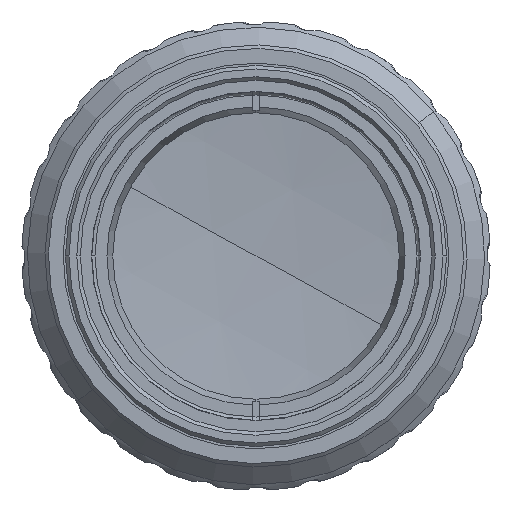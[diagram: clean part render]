
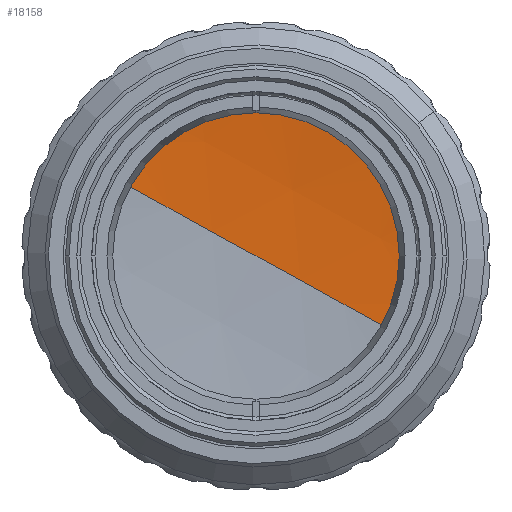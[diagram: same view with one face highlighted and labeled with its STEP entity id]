
A CAD part, left-side view. The second image highlights one B-rep face of the part: STEP entity #18158.
In plain terms, the highlighted spherical face has radius 98.954 mm.
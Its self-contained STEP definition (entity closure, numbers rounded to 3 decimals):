
#239 = AXIS2_PLACEMENT_3D ( 'NONE', #35589, #11704, #39578 ) ;
#484 = VERTEX_POINT ( 'NONE', #27339 ) ;
#2640 = EDGE_CURVE ( 'NONE', #47554, #47402, #20696, .T. ) ;
#4031 = CARTESIAN_POINT ( 'NONE',  ( -15.077, -3.914, 32.5 ) ) ;
#4723 = DIRECTION ( 'NONE',  ( 0., 0.482, -0.876 ) ) ;
#8021 = DIRECTION ( 'NONE',  ( 0., -0.482, 0.876 ) ) ;
#8985 = ORIENTED_EDGE ( 'NONE', *, *, #16139, .T. ) ;
#10469 = CIRCLE ( 'NONE', #239, 98.954 ) ;
#11280 = AXIS2_PLACEMENT_3D ( 'NONE', #4031, #31851, #8021 ) ;
#11704 = DIRECTION ( 'NONE',  ( 0., -0.482, 0.876 ) ) ;
#11967 = CIRCLE ( 'NONE', #11280, 12.823 ) ;
#12159 = CARTESIAN_POINT ( 'NONE',  ( -15.077, -15.153, 26.325 ) ) ;
#16139 = EDGE_CURVE ( 'NONE', #47402, #484, #11967, .T. ) ;
#16248 = SPHERICAL_SURFACE ( 'NONE', #33299, 98.954 ) ;
#18158 = ADVANCED_FACE ( 'NONE', ( #26880 ), #16248, .F. ) ;
#20696 = CIRCLE ( 'NONE', #40564, 98.954 ) ;
#21288 = DIRECTION ( 'NONE',  ( 0., 0.876, 0.482 ) ) ;
#26880 = FACE_OUTER_BOUND ( 'NONE', #49637, .T. ) ;
#27339 = CARTESIAN_POINT ( 'NONE',  ( -15.077, 7.324, 38.675 ) ) ;
#28536 = CARTESIAN_POINT ( 'NONE',  ( -113.197, -3.914, 32.5 ) ) ;
#31851 = DIRECTION ( 'NONE',  ( -1., 0., 0. ) ) ;
#32543 = DIRECTION ( 'NONE',  ( 0., 0.876, 0.482 ) ) ;
#33111 = DIRECTION ( 'NONE',  ( 0., 0.482, -0.876 ) ) ;
#33299 = AXIS2_PLACEMENT_3D ( 'NONE', #45109, #33111, #21288 ) ;
#35589 = CARTESIAN_POINT ( 'NONE',  ( -113.197, -3.914, 32.5 ) ) ;
#36236 = ORIENTED_EDGE ( 'NONE', *, *, #47125, .F. ) ;
#39578 = DIRECTION ( 'NONE',  ( 0., -0.876, -0.482 ) ) ;
#40124 = ORIENTED_EDGE ( 'NONE', *, *, #2640, .T. ) ;
#40564 = AXIS2_PLACEMENT_3D ( 'NONE', #28536, #4723, #32543 ) ;
#45109 = CARTESIAN_POINT ( 'NONE',  ( -113.197, -3.914, 32.5 ) ) ;
#47125 = EDGE_CURVE ( 'NONE', #47554, #484, #10469, .T. ) ;
#47402 = VERTEX_POINT ( 'NONE', #12159 ) ;
#47554 = VERTEX_POINT ( 'NONE', #49391 ) ;
#49391 = CARTESIAN_POINT ( 'NONE',  ( -14.243, -3.914, 32.5 ) ) ;
#49637 = EDGE_LOOP ( 'NONE', ( #36236, #40124, #8985 ) ) ;
